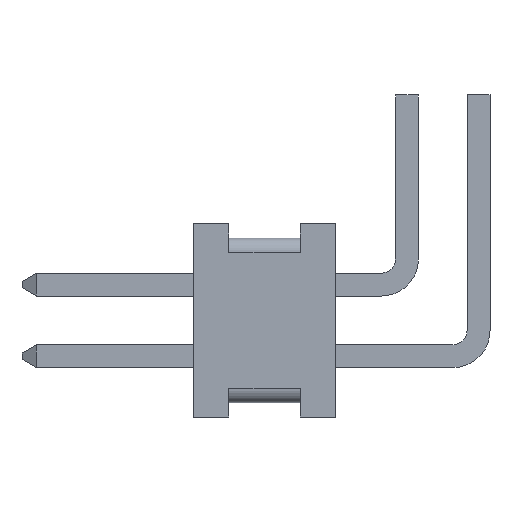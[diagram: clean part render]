
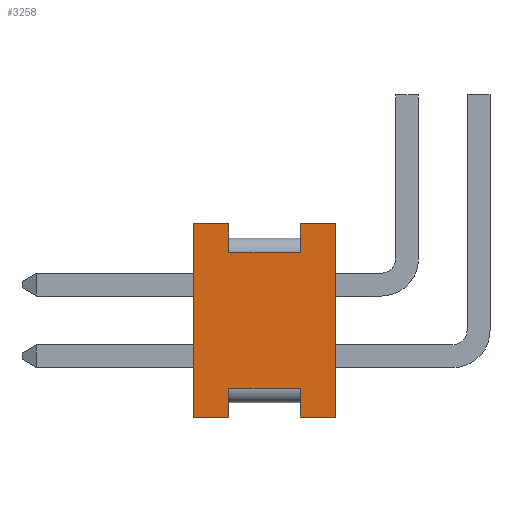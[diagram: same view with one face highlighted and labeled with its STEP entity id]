
A CAD part, left-side view. The second image highlights one B-rep face of the part: STEP entity #3258.
In plain terms, the highlighted planar face has unit normal (-1, 0, 0).
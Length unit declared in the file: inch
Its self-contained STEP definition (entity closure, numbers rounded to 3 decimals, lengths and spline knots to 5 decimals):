
#69 = EDGE_CURVE ( 'NONE', #3740, #9303, #4359, .T. ) ;
#81 = EDGE_CURVE ( 'NONE', #7318, #2904, #4600, .T. ) ;
#117 = CARTESIAN_POINT ( 'NONE',  ( -0.1, 0.0245, 0.0675 ) ) ;
#120 = CARTESIAN_POINT ( 'NONE',  ( -0.1, 0.0745, -0.0675 ) ) ;
#184 = CARTESIAN_POINT ( 'NONE',  ( -0.1, 0., 0.0675 ) ) ;
#369 = LINE ( 'NONE', #7908, #1785 ) ;
#927 = DIRECTION ( 'NONE',  ( 0., 0., 1. ) ) ;
#973 = DIRECTION ( 'NONE',  ( 0., 0., 1. ) ) ;
#1062 = VECTOR ( 'NONE', #1073, 39.37008 ) ;
#1073 = DIRECTION ( 'NONE',  ( 0., 1., 0. ) ) ;
#1079 = VERTEX_POINT ( 'NONE', #9682 ) ;
#1143 = LINE ( 'NONE', #117, #2678 ) ;
#1147 = VERTEX_POINT ( 'NONE', #5205 ) ;
#1200 = LINE ( 'NONE', #2636, #6910 ) ;
#1368 = CARTESIAN_POINT ( 'NONE',  ( -0.1, 0.0745, 0.0675 ) ) ;
#1387 = DIRECTION ( 'NONE',  ( 0., 0., -1. ) ) ;
#1389 = CARTESIAN_POINT ( 'NONE',  ( -0.1, 0.099, -0.0675 ) ) ;
#1450 = DIRECTION ( 'NONE',  ( 0., -1., 0. ) ) ;
#1455 = VECTOR ( 'NONE', #973, 39.37008 ) ;
#1700 = VECTOR ( 'NONE', #6680, 39.37008 ) ;
#1785 = VECTOR ( 'NONE', #7200, 39.37008 ) ;
#1879 = CARTESIAN_POINT ( 'NONE',  ( -0.1, 0.0745, 0.0475 ) ) ;
#1917 = EDGE_CURVE ( 'NONE', #1966, #8405, #369, .T. ) ;
#1966 = VERTEX_POINT ( 'NONE', #1879 ) ;
#2151 = CARTESIAN_POINT ( 'NONE',  ( -0.1, 0.099, 0.0675 ) ) ;
#2286 = VECTOR ( 'NONE', #6219, 39.37008 ) ;
#2365 = EDGE_CURVE ( 'NONE', #3656, #1966, #3057, .T. ) ;
#2462 = ORIENTED_EDGE ( 'NONE', *, *, #6458, .T. ) ;
#2572 = CARTESIAN_POINT ( 'NONE',  ( -0.1, 0.099, 0.0475 ) ) ;
#2636 = CARTESIAN_POINT ( 'NONE',  ( -0.1, 0.099, -0.0475 ) ) ;
#2678 = VECTOR ( 'NONE', #8321, 39.37008 ) ;
#2883 = ORIENTED_EDGE ( 'NONE', *, *, #81, .T. ) ;
#2904 = VERTEX_POINT ( 'NONE', #5449 ) ;
#3057 = LINE ( 'NONE', #2572, #1062 ) ;
#3131 = ORIENTED_EDGE ( 'NONE', *, *, #7790, .T. ) ;
#3142 = LINE ( 'NONE', #7320, #4408 ) ;
#3247 = EDGE_CURVE ( 'NONE', #1147, #8405, #8985, .T. ) ;
#3257 = VERTEX_POINT ( 'NONE', #6622 ) ;
#3258 = ADVANCED_FACE ( 'NONE', ( #9091 ), #9626, .F. ) ;
#3265 = LINE ( 'NONE', #1389, #3384 ) ;
#3380 = DIRECTION ( 'NONE',  ( 0., -1., 0. ) ) ;
#3384 = VECTOR ( 'NONE', #8122, 39.37008 ) ;
#3398 = AXIS2_PLACEMENT_3D ( 'NONE', #2151, #7459, #1387 ) ;
#3555 = DIRECTION ( 'NONE',  ( 0., -1., 0. ) ) ;
#3578 = VECTOR ( 'NONE', #3842, 39.37008 ) ;
#3656 = VERTEX_POINT ( 'NONE', #7108 ) ;
#3740 = VERTEX_POINT ( 'NONE', #8652 ) ;
#3842 = DIRECTION ( 'NONE',  ( 0., 0., 1. ) ) ;
#3849 = VECTOR ( 'NONE', #1450, 39.37008 ) ;
#3914 = LINE ( 'NONE', #4244, #1700 ) ;
#4068 = ORIENTED_EDGE ( 'NONE', *, *, #9015, .T. ) ;
#4218 = VECTOR ( 'NONE', #927, 39.37008 ) ;
#4244 = CARTESIAN_POINT ( 'NONE',  ( -0.1, 0.099, -0.0675 ) ) ;
#4359 = LINE ( 'NONE', #7543, #2286 ) ;
#4408 = VECTOR ( 'NONE', #3555, 39.37008 ) ;
#4452 = ORIENTED_EDGE ( 'NONE', *, *, #4735, .T. ) ;
#4600 = LINE ( 'NONE', #120, #1455 ) ;
#4606 = ORIENTED_EDGE ( 'NONE', *, *, #9280, .F. ) ;
#4735 = EDGE_CURVE ( 'NONE', #3257, #7991, #5288, .T. ) ;
#4913 = LINE ( 'NONE', #7625, #4218 ) ;
#5205 = CARTESIAN_POINT ( 'NONE',  ( -0.1, 0.099, 0.0675 ) ) ;
#5288 = LINE ( 'NONE', #184, #3578 ) ;
#5449 = CARTESIAN_POINT ( 'NONE',  ( -0.1, 0.0745, -0.0475 ) ) ;
#5551 = EDGE_CURVE ( 'NONE', #1079, #3656, #1143, .T. ) ;
#6218 = CARTESIAN_POINT ( 'NONE',  ( -0.1, 0.0745, -0.0675 ) ) ;
#6219 = DIRECTION ( 'NONE',  ( 0., 0., -1. ) ) ;
#6458 = EDGE_CURVE ( 'NONE', #9303, #3257, #3914, .T. ) ;
#6603 = ORIENTED_EDGE ( 'NONE', *, *, #1917, .T. ) ;
#6622 = CARTESIAN_POINT ( 'NONE',  ( -0.1, 0., -0.0675 ) ) ;
#6680 = DIRECTION ( 'NONE',  ( 0., -1., 0. ) ) ;
#6910 = VECTOR ( 'NONE', #3380, 39.37008 ) ;
#7108 = CARTESIAN_POINT ( 'NONE',  ( -0.1, 0.0245, 0.0475 ) ) ;
#7166 = ORIENTED_EDGE ( 'NONE', *, *, #5551, .T. ) ;
#7200 = DIRECTION ( 'NONE',  ( 0., 0., 1. ) ) ;
#7318 = VERTEX_POINT ( 'NONE', #6218 ) ;
#7320 = CARTESIAN_POINT ( 'NONE',  ( -0.1, 0.099, 0.0675 ) ) ;
#7424 = ORIENTED_EDGE ( 'NONE', *, *, #3247, .F. ) ;
#7459 = DIRECTION ( 'NONE',  ( 1., 0., 0. ) ) ;
#7543 = CARTESIAN_POINT ( 'NONE',  ( -0.1, 0.0245, -0.0675 ) ) ;
#7625 = CARTESIAN_POINT ( 'NONE',  ( -0.1, 0.099, 0.0675 ) ) ;
#7790 = EDGE_CURVE ( 'NONE', #2904, #3740, #1200, .T. ) ;
#7908 = CARTESIAN_POINT ( 'NONE',  ( -0.1, 0.0745, 0.0675 ) ) ;
#7991 = VERTEX_POINT ( 'NONE', #8948 ) ;
#8094 = EDGE_LOOP ( 'NONE', ( #9371, #6603, #7424, #4606, #4068, #2883, #3131, #8337, #2462, #4452, #9207, #7166 ) ) ;
#8122 = DIRECTION ( 'NONE',  ( 0., -1., 0. ) ) ;
#8181 = CARTESIAN_POINT ( 'NONE',  ( -0.1, 0.099, 0.0675 ) ) ;
#8321 = DIRECTION ( 'NONE',  ( 0., 0., -1. ) ) ;
#8337 = ORIENTED_EDGE ( 'NONE', *, *, #69, .T. ) ;
#8356 = VERTEX_POINT ( 'NONE', #9499 ) ;
#8405 = VERTEX_POINT ( 'NONE', #1368 ) ;
#8561 = CARTESIAN_POINT ( 'NONE',  ( -0.1, 0.0245, -0.0675 ) ) ;
#8652 = CARTESIAN_POINT ( 'NONE',  ( -0.1, 0.0245, -0.0475 ) ) ;
#8948 = CARTESIAN_POINT ( 'NONE',  ( -0.1, 0., 0.0675 ) ) ;
#8965 = EDGE_CURVE ( 'NONE', #1079, #7991, #3142, .T. ) ;
#8985 = LINE ( 'NONE', #8181, #3849 ) ;
#9015 = EDGE_CURVE ( 'NONE', #8356, #7318, #3265, .T. ) ;
#9091 = FACE_OUTER_BOUND ( 'NONE', #8094, .T. ) ;
#9207 = ORIENTED_EDGE ( 'NONE', *, *, #8965, .F. ) ;
#9280 = EDGE_CURVE ( 'NONE', #8356, #1147, #4913, .T. ) ;
#9303 = VERTEX_POINT ( 'NONE', #8561 ) ;
#9371 = ORIENTED_EDGE ( 'NONE', *, *, #2365, .T. ) ;
#9499 = CARTESIAN_POINT ( 'NONE',  ( -0.1, 0.099, -0.0675 ) ) ;
#9626 = PLANE ( 'NONE',  #3398 ) ;
#9682 = CARTESIAN_POINT ( 'NONE',  ( -0.1, 0.0245, 0.0675 ) ) ;
